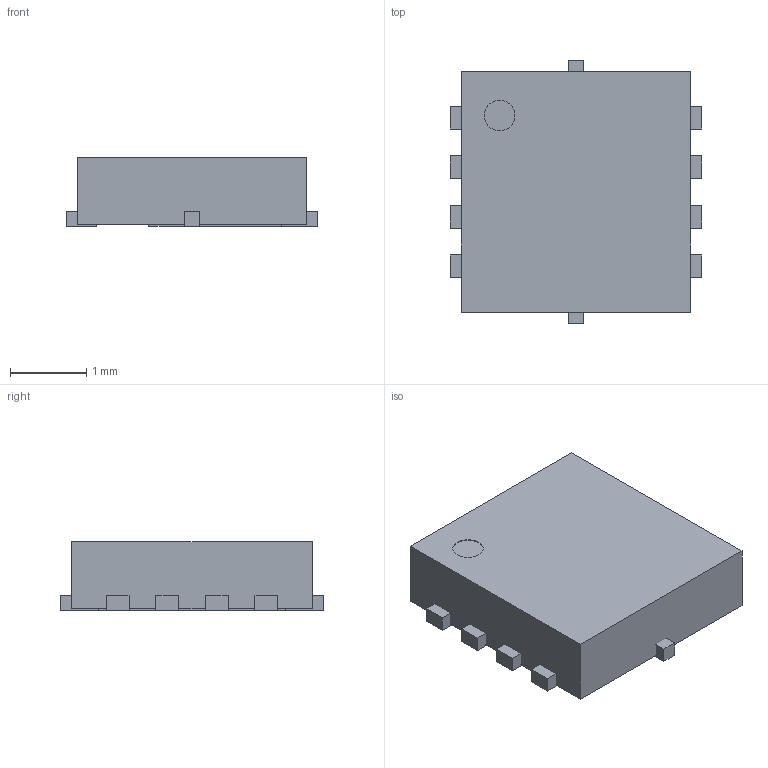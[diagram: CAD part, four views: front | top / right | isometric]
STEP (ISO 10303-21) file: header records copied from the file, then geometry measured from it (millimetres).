
FILE_DESCRIPTION(('FreeCAD Model'),'2;1');
FILE_NAME('vson_8_ti.step','2020-05-12T19:39:03',('Author'),(''), 'Open CASCADE STEP processor 6.8','FreeCAD','Unknown');
FILE_SCHEMA(('AUTOMOTIVE_DESIGN_CC2 { 1 2 10303 214 -1 1 5 4 }'));
Length unit declared in the file: millimetre
Products named in the file (7): ASSEMBLY; Hosing_Pin1Marker001; EP_Pin005; Pin004; Pin003; Pin002; Pin001
Assembly tree (6 placements, depth 2):
  ASSEMBLY
    Hosing_Pin1Marker001
    EP_Pin005
    Pin004
    Pin003
    Pin002
    Pin001
Bounding box: 3.3 x 3.45 x 0.9 mm (x, y, z)
Volume: 9.4 mm3; surface area: 44.7 mm2
Topology: 6 solids, 6 shells, 62 faces, 147 edges, 98 vertices
Faces by surface type: plane 61, cylinder 1
Full cylindrical faces by diameter (mm): 0.4 x1
Entity records: 3885 total; most frequent: CARTESIAN_POINT 614, DIRECTION 580, LINE 437, VECTOR 437, ORIENTED_EDGE 294, PCURVE 294, DEFINITIONAL_REPRESENTATION 294, EDGE_CURVE 147
